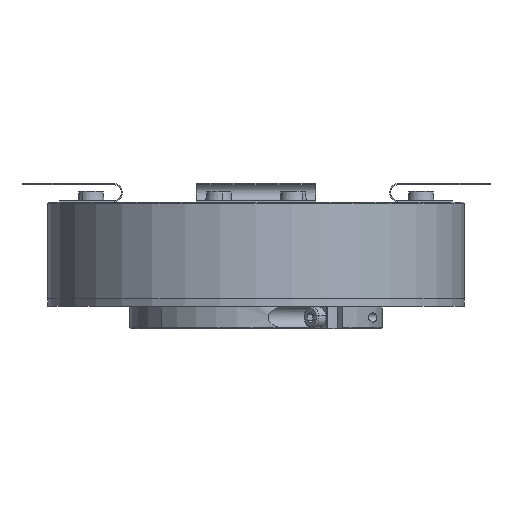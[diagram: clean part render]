
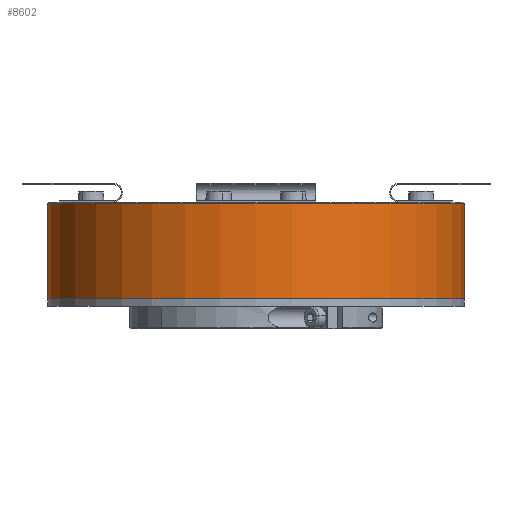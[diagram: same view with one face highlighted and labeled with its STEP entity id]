
A CAD part, front view. The second image highlights one B-rep face of the part: STEP entity #8602.
In plain terms, the highlighted cylindrical face has radius 56 mm (diameter 112 mm), a partial arc.
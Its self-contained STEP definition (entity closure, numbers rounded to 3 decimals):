
#157 = EDGE_LOOP ( 'NONE', ( #7468, #8350, #13358, #20799 ) ) ;
#498 = FACE_OUTER_BOUND ( 'NONE', #157, .T. ) ;
#2344 = EDGE_CURVE ( 'NONE', #12225, #43567, #19833, .T. ) ;
#3383 = DIRECTION ( 'NONE',  ( 0., 0., 1. ) ) ;
#6335 = LINE ( 'NONE', #12811, #31193 ) ;
#6672 = CARTESIAN_POINT ( 'NONE',  ( 56., 0., 26. ) ) ;
#7227 = AXIS2_PLACEMENT_3D ( 'NONE', #21576, #21733, #17936 ) ;
#7468 = ORIENTED_EDGE ( 'NONE', *, *, #8977, .F. ) ;
#8350 = ORIENTED_EDGE ( 'NONE', *, *, #30343, .T. ) ;
#8602 = ADVANCED_FACE ( 'NONE', ( #498 ), #41078, .T. ) ;
#8977 = EDGE_CURVE ( 'NONE', #37865, #43567, #15488, .T. ) ;
#12225 = VERTEX_POINT ( 'NONE', #32196 ) ;
#12811 = CARTESIAN_POINT ( 'NONE',  ( -56., 0., 26. ) ) ;
#13358 = ORIENTED_EDGE ( 'NONE', *, *, #24319, .T. ) ;
#15488 = LINE ( 'NONE', #6672, #24485 ) ;
#17936 = DIRECTION ( 'NONE',  ( -1., 0., 0. ) ) ;
#19833 = CIRCLE ( 'NONE', #21332, 56. ) ;
#20799 = ORIENTED_EDGE ( 'NONE', *, *, #2344, .T. ) ;
#21332 = AXIS2_PLACEMENT_3D ( 'NONE', #27063, #3383, #25644 ) ;
#21360 = CARTESIAN_POINT ( 'NONE',  ( -56., 0., 25.7 ) ) ;
#21462 = CARTESIAN_POINT ( 'NONE',  ( 0., 0., 25.7 ) ) ;
#21576 = CARTESIAN_POINT ( 'NONE',  ( 0., 0., 26. ) ) ;
#21733 = DIRECTION ( 'NONE',  ( 0., 0., -1. ) ) ;
#23838 = DIRECTION ( 'NONE',  ( 0., 0., -1. ) ) ;
#24047 = VERTEX_POINT ( 'NONE', #21360 ) ;
#24319 = EDGE_CURVE ( 'NONE', #24047, #12225, #6335, .T. ) ;
#24485 = VECTOR ( 'NONE', #38974, 1000. ) ;
#25171 = CARTESIAN_POINT ( 'NONE',  ( 56., 0., 0. ) ) ;
#25644 = DIRECTION ( 'NONE',  ( 1., 0., 0. ) ) ;
#26089 = CIRCLE ( 'NONE', #46508, 56. ) ;
#27063 = CARTESIAN_POINT ( 'NONE',  ( 0., 0., 0. ) ) ;
#28537 = DIRECTION ( 'NONE',  ( 1., 0., 0. ) ) ;
#30343 = EDGE_CURVE ( 'NONE', #37865, #24047, #26089, .T. ) ;
#31193 = VECTOR ( 'NONE', #23838, 1000. ) ;
#32196 = CARTESIAN_POINT ( 'NONE',  ( -56., 0., 0. ) ) ;
#36149 = CARTESIAN_POINT ( 'NONE',  ( 56., 0., 25.7 ) ) ;
#36219 = DIRECTION ( 'NONE',  ( 0., 0., -1. ) ) ;
#37865 = VERTEX_POINT ( 'NONE', #36149 ) ;
#38974 = DIRECTION ( 'NONE',  ( 0., 0., -1. ) ) ;
#41078 = CYLINDRICAL_SURFACE ( 'NONE', #7227, 56. ) ;
#43567 = VERTEX_POINT ( 'NONE', #25171 ) ;
#46508 = AXIS2_PLACEMENT_3D ( 'NONE', #21462, #36219, #28537 ) ;
